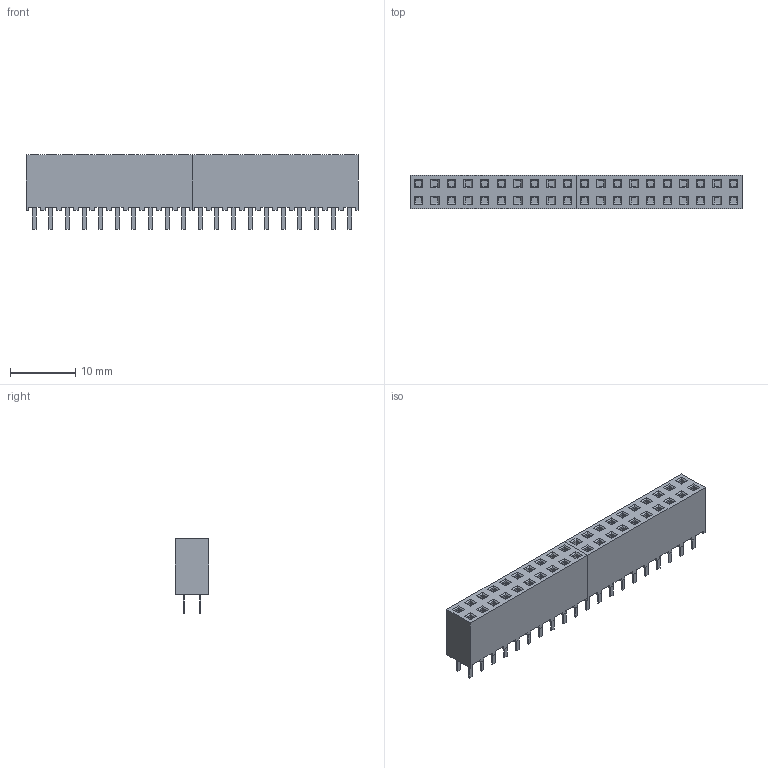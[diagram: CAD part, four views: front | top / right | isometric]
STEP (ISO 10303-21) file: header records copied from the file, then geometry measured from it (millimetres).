
FILE_DESCRIPTION((''),'2;1');
FILE_NAME('FCI_87606-320LF.stp','2012-11-07T16:37:54',(''),(''),'Mechanical Desktop 2011','Mechanical Desktop 2011',', , ');
FILE_SCHEMA(('AUTOMOTIVE_DESIGN { 1 2 10303 214 1 1 1 1 }'));
Length unit declared in the file: millimetre
Products named in the file (1): Product
Bounding box: 50.8 x 5.08 x 11.4 mm (x, y, z)
Volume: 1237.9 mm3; surface area: 4727.1 mm2
Topology: 83 solids, 83 shells, 1178 faces, 2836 edges, 1784 vertices
Faces by surface type: plane 1178
Entity records: 33397 total; most frequent: CARTESIAN_POINT 5799, ORIENTED_EDGE 5672, DIRECTION 5194, VECTOR 2836, LINE 2836, EDGE_CURVE 2836, VERTEX_POINT 1784, EDGE_LOOP 1298
